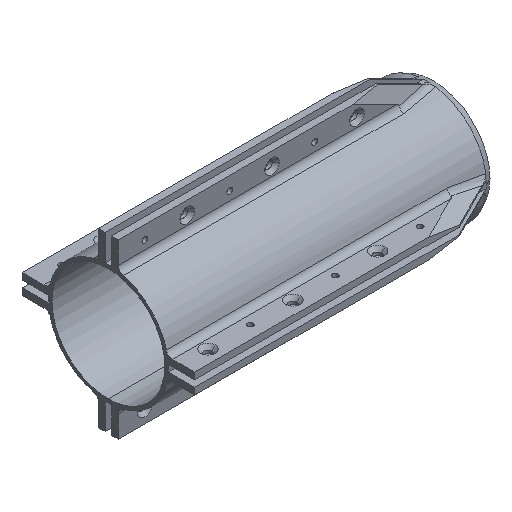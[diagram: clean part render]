
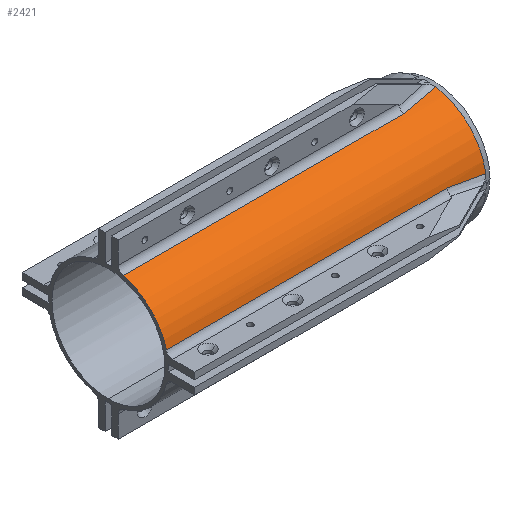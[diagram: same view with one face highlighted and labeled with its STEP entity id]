
A CAD part, isometric view. The second image highlights one B-rep face of the part: STEP entity #2421.
In plain terms, the highlighted cylindrical face has radius 28.639 mm (diameter 57.277 mm), a partial arc.
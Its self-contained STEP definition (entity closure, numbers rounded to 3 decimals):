
#1949=CARTESIAN_POINT('Line Origine',(-76.2,-27.733,7.145)) ;
#1953=CARTESIAN_POINT('Vertex',(-152.4,-27.733,7.145)) ;
#1955=CARTESIAN_POINT('Vertex',(-17.944,-27.733,7.145)) ;
#2347=CARTESIAN_POINT('Axis2P3D Location',(-50.8,0.,0.)) ;
#2353=CARTESIAN_POINT('Control Point',(0.,-28.24,4.763)) ;
#2354=CARTESIAN_POINT('Control Point',(0.,-28.266,4.609)) ;
#2355=CARTESIAN_POINT('Control Point',(0.,-28.29,4.455)) ;
#2356=CARTESIAN_POINT('Control Point',(0.,-28.314,4.301)) ;
#2357=CARTESIAN_POINT('Vertex',(0.,-28.314,4.301)) ;
#2359=CARTESIAN_POINT('Vertex',(0.,-28.24,4.763)) ;
#2362=CARTESIAN_POINT('Axis2P3D Location',(0.,0.,0.)) ;
#2366=CARTESIAN_POINT('Vertex',(0.,-4.763,28.24)) ;
#2370=CARTESIAN_POINT('Control Point',(0.,-4.763,28.24)) ;
#2371=CARTESIAN_POINT('Control Point',(0.,-4.609,28.266)) ;
#2372=CARTESIAN_POINT('Control Point',(0.,-4.455,28.29)) ;
#2373=CARTESIAN_POINT('Control Point',(0.,-4.301,28.314)) ;
#2374=CARTESIAN_POINT('Vertex',(0.,-4.301,28.314)) ;
#2378=CARTESIAN_POINT('Control Point',(0.,-4.301,28.314)) ;
#2379=CARTESIAN_POINT('Control Point',(-5.98,-5.225,28.173)) ;
#2380=CARTESIAN_POINT('Control Point',(-11.952,-6.172,27.984)) ;
#2381=CARTESIAN_POINT('Control Point',(-17.944,-7.145,27.733)) ;
#2382=CARTESIAN_POINT('Vertex',(-17.944,-7.145,27.733)) ;
#2385=CARTESIAN_POINT('Line Origine',(-50.8,-7.145,27.733)) ;
#2389=CARTESIAN_POINT('Vertex',(-152.4,-7.145,27.733)) ;
#2392=CARTESIAN_POINT('Axis2P3D Location',(-152.4,0.,0.)) ;
#2396=CARTESIAN_POINT('Vertex',(-152.4,-20.25,20.25)) ;
#2399=CARTESIAN_POINT('Axis2P3D Location',(-152.4,0.,0.)) ;
#2405=CARTESIAN_POINT('Control Point',(0.,-28.314,4.301)) ;
#2406=CARTESIAN_POINT('Control Point',(-5.98,-28.173,5.225)) ;
#2407=CARTESIAN_POINT('Control Point',(-11.952,-27.984,6.172)) ;
#2408=CARTESIAN_POINT('Control Point',(-17.944,-27.733,7.145)) ;
#1951=VECTOR('Line Direction',#1950,1.) ;
#2387=VECTOR('Line Direction',#2386,1.) ;
#1950=DIRECTION('Vector Direction',(1.,0.,0.)) ;
#2348=DIRECTION('Axis2P3D Direction',(1.,0.,-0.)) ;
#2349=DIRECTION('Axis2P3D XDirection',(0.,-0.707,0.707)) ;
#2363=DIRECTION('Axis2P3D Direction',(1.,0.,-0.)) ;
#2386=DIRECTION('Vector Direction',(1.,0.,0.)) ;
#2393=DIRECTION('Axis2P3D Direction',(1.,0.,-0.)) ;
#2400=DIRECTION('Axis2P3D Direction',(1.,0.,-0.)) ;
#2350=AXIS2_PLACEMENT_3D('Cylinder Axis2P3D',#2347,#2348,#2349) ;
#2364=AXIS2_PLACEMENT_3D('Circle Axis2P3D',#2362,#2363,$) ;
#2394=AXIS2_PLACEMENT_3D('Circle Axis2P3D',#2392,#2393,$) ;
#2401=AXIS2_PLACEMENT_3D('Circle Axis2P3D',#2399,#2400,$) ;
#1952=LINE('Line',#1949,#1951) ;
#2388=LINE('Line',#2385,#2387) ;
#2365=CIRCLE('generated circle',#2364,28.639) ;
#2395=CIRCLE('generated circle',#2394,28.639) ;
#2402=CIRCLE('generated circle',#2401,28.639) ;
#2351=CYLINDRICAL_SURFACE('generated cylinder',#2350,28.639) ;
#1957=EDGE_CURVE('',#1954,#1956,#1952,.T.) ;
#2361=EDGE_CURVE('',#2358,#2360,#2352,.F.) ;
#2368=EDGE_CURVE('',#2360,#2367,#2365,.F.) ;
#2376=EDGE_CURVE('',#2375,#2367,#2369,.F.) ;
#2384=EDGE_CURVE('',#2383,#2375,#2377,.F.) ;
#2391=EDGE_CURVE('',#2390,#2383,#2388,.T.) ;
#2398=EDGE_CURVE('',#2397,#2390,#2395,.F.) ;
#2403=EDGE_CURVE('',#2397,#1954,#2402,.T.) ;
#2409=EDGE_CURVE('',#1956,#2358,#2404,.F.) ;
#2411=ORIENTED_EDGE('',*,*,#2361,.T.) ;
#2412=ORIENTED_EDGE('',*,*,#2368,.T.) ;
#2413=ORIENTED_EDGE('',*,*,#2376,.F.) ;
#2414=ORIENTED_EDGE('',*,*,#2384,.F.) ;
#2415=ORIENTED_EDGE('',*,*,#2391,.F.) ;
#2416=ORIENTED_EDGE('',*,*,#2398,.F.) ;
#2417=ORIENTED_EDGE('',*,*,#2403,.T.) ;
#2418=ORIENTED_EDGE('',*,*,#1957,.T.) ;
#2419=ORIENTED_EDGE('',*,*,#2409,.T.) ;
#2410=EDGE_LOOP('',(#2411,#2412,#2413,#2414,#2415,#2416,#2417,#2418,#2419)) ;
#1954=VERTEX_POINT('',#1953) ;
#1956=VERTEX_POINT('',#1955) ;
#2358=VERTEX_POINT('',#2357) ;
#2360=VERTEX_POINT('',#2359) ;
#2367=VERTEX_POINT('',#2366) ;
#2375=VERTEX_POINT('',#2374) ;
#2383=VERTEX_POINT('',#2382) ;
#2390=VERTEX_POINT('',#2389) ;
#2397=VERTEX_POINT('',#2396) ;
#2421=ADVANCED_FACE('PartBody',(#2420),#2351,.T.) ;
#2352=B_SPLINE_CURVE_WITH_KNOTS('',3,(#2353,#2354,#2355,#2356),.UNSPECIFIED.,.F.,.U.,(4,4),(-1.213,-0.745),.UNSPECIFIED.) ;
#2369=B_SPLINE_CURVE_WITH_KNOTS('',3,(#2370,#2371,#2372,#2373),.UNSPECIFIED.,.F.,.U.,(4,4),(-1.213,-0.745),.UNSPECIFIED.) ;
#2377=B_SPLINE_CURVE_WITH_KNOTS('',3,(#2378,#2379,#2380,#2381),.UNSPECIFIED.,.F.,.U.,(4,4),(51.379,81.64),.UNSPECIFIED.) ;
#2404=B_SPLINE_CURVE_WITH_KNOTS('',3,(#2405,#2406,#2407,#2408),.UNSPECIFIED.,.F.,.U.,(4,4),(51.379,81.64),.UNSPECIFIED.) ;
#2420=FACE_OUTER_BOUND('',#2410,.T.) ;
